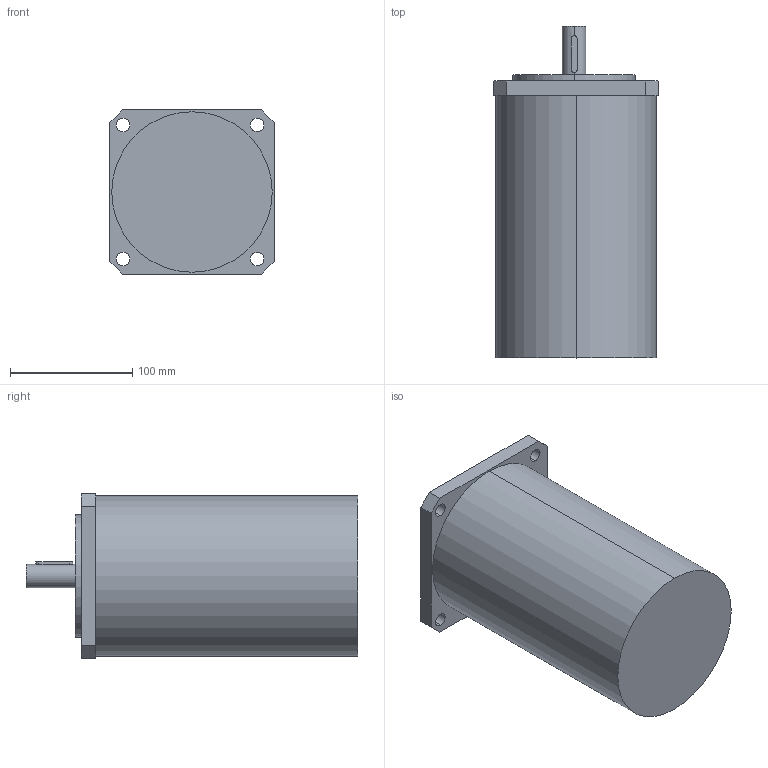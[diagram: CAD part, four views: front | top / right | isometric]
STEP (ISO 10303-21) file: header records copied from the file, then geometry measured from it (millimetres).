
FILE_DESCRIPTION (( 'STEP AP214' ), '1' );
FILE_NAME ('130A27.STEP', '2020-06-22T06:25:25', ( 'wimxt.com' ), ( 'wimxt.com' ), 'SwSTEP 2.0', 'SolidWorks 2014', '' );
FILE_SCHEMA (( 'AUTOMOTIVE_DESIGN' ));
Length unit declared in the file: millimetre
Products named in the file (1): 130A27
Bounding box: 134 x 271 x 134 mm (x, y, z)
Volume: 3143764.8 mm3; surface area: 134740.2 mm2
Topology: 1 solids, 1 shells, 32 faces, 81 edges, 54 vertices
Faces by surface type: cylinder 16, plane 16
Entity records: 1077 total; most frequent: CARTESIAN_POINT 228, DIRECTION 173, ORIENTED_EDGE 162, EDGE_CURVE 81, AXIS2_PLACEMENT_3D 63, VERTEX_POINT 54, VECTOR 47, LINE 47
